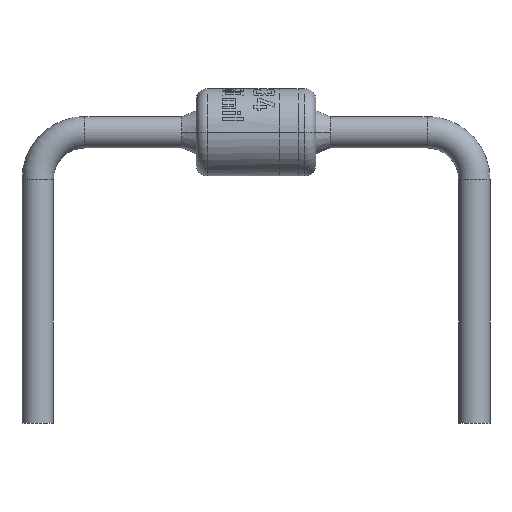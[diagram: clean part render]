
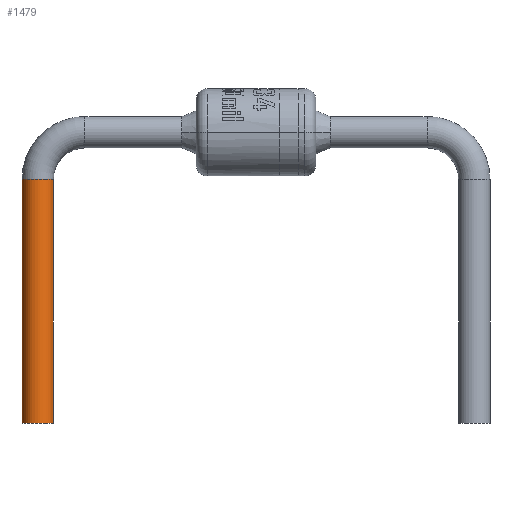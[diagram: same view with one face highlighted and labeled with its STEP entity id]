
A CAD part, top view. The second image highlights one B-rep face of the part: STEP entity #1479.
In plain terms, the highlighted cylindrical face has radius 0.229 mm (diameter 0.458 mm), a partial arc.
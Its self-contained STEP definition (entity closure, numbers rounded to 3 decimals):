
#259 = CARTESIAN_POINT ( 'NONE',  ( 0., 0.948, 0. ) ) ;
#275 = DIRECTION ( 'NONE',  ( 0., -1., 0. ) ) ;
#491 = LINE ( 'NONE', #528, #3898 ) ;
#528 = CARTESIAN_POINT ( 'NONE',  ( -0.229, 0.948, 0. ) ) ;
#578 = CARTESIAN_POINT ( 'NONE',  ( -0.229, 0.948, 0. ) ) ;
#723 = VECTOR ( 'NONE', #2538, 1000. ) ;
#760 = AXIS2_PLACEMENT_3D ( 'NONE', #2163, #2202, #3060 ) ;
#792 = EDGE_CURVE ( 'NONE', #1249, #1011, #491, .T. ) ;
#902 = EDGE_CURVE ( 'NONE', #1230, #1561, #1336, .T. ) ;
#1011 = VERTEX_POINT ( 'NONE', #1303 ) ;
#1042 = AXIS2_PLACEMENT_3D ( 'NONE', #259, #275, #3258 ) ;
#1098 = DIRECTION ( 'NONE',  ( 0., 0., -1. ) ) ;
#1230 = VERTEX_POINT ( 'NONE', #2680 ) ;
#1249 = VERTEX_POINT ( 'NONE', #578 ) ;
#1303 = CARTESIAN_POINT ( 'NONE',  ( -0.229, -2.6, 0. ) ) ;
#1336 = LINE ( 'NONE', #3404, #723 ) ;
#1401 = CARTESIAN_POINT ( 'NONE',  ( 0., -2.6, 0. ) ) ;
#1479 = ADVANCED_FACE ( 'NONE', ( #2312 ), #2084, .T. ) ;
#1561 = VERTEX_POINT ( 'NONE', #1839 ) ;
#1680 = DIRECTION ( 'NONE',  ( 0., 1., 0. ) ) ;
#1839 = CARTESIAN_POINT ( 'NONE',  ( 0.229, -2.6, 0. ) ) ;
#2084 = CYLINDRICAL_SURFACE ( 'NONE', #1042, 0.229 ) ;
#2163 = CARTESIAN_POINT ( 'NONE',  ( 0., 0.948, 0. ) ) ;
#2202 = DIRECTION ( 'NONE',  ( 0., 1., 0. ) ) ;
#2310 = ORIENTED_EDGE ( 'NONE', *, *, #902, .F. ) ;
#2312 = FACE_OUTER_BOUND ( 'NONE', #2327, .T. ) ;
#2327 = EDGE_LOOP ( 'NONE', ( #2894, #3543, #3466, #2310 ) ) ;
#2464 = CIRCLE ( 'NONE', #2721, 0.229 ) ;
#2538 = DIRECTION ( 'NONE',  ( 0., -1., 0. ) ) ;
#2661 = CIRCLE ( 'NONE', #760, 0.229 ) ;
#2680 = CARTESIAN_POINT ( 'NONE',  ( 0.229, 0.948, 0. ) ) ;
#2721 = AXIS2_PLACEMENT_3D ( 'NONE', #1401, #1680, #1098 ) ;
#2894 = ORIENTED_EDGE ( 'NONE', *, *, #3433, .F. ) ;
#2910 = DIRECTION ( 'NONE',  ( 0., -1., 0. ) ) ;
#3060 = DIRECTION ( 'NONE',  ( 0., 0., -1. ) ) ;
#3182 = EDGE_CURVE ( 'NONE', #1011, #1561, #2464, .T. ) ;
#3258 = DIRECTION ( 'NONE',  ( 1., 0., 0. ) ) ;
#3404 = CARTESIAN_POINT ( 'NONE',  ( 0.229, 0.948, 0. ) ) ;
#3433 = EDGE_CURVE ( 'NONE', #1249, #1230, #2661, .T. ) ;
#3466 = ORIENTED_EDGE ( 'NONE', *, *, #3182, .T. ) ;
#3543 = ORIENTED_EDGE ( 'NONE', *, *, #792, .T. ) ;
#3898 = VECTOR ( 'NONE', #2910, 1000. ) ;
